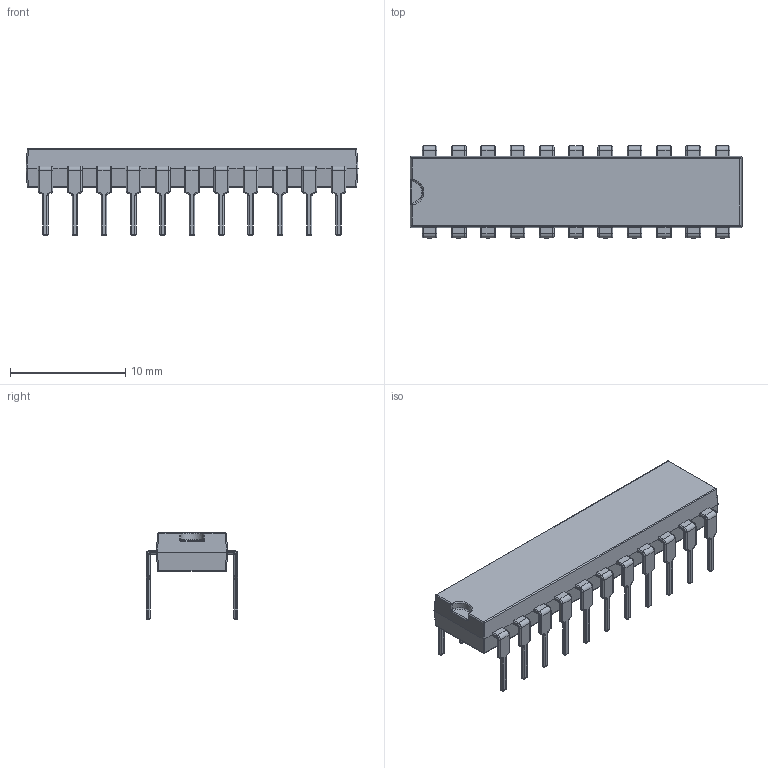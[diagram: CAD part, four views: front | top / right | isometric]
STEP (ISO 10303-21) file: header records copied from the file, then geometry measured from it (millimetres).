
FILE_DESCRIPTION(/* description */ (''),/* implementation_level */ '2;1');
FILE_NAME(/* name */ 'DIP-22 W7.62mm Package.STEP',/* time_stamp */ '2019-09-16T16:26:52+02:00',/* author */ ('PCB-Tech'),/* organization */ (''),/* preprocessor_version */ 'ST-DEVELOPER v17',/* originating_system */ 'Autodesk Inventor 2019',/* authorisation */ '');
FILE_SCHEMA (('AUTOMOTIVE_DESIGN { 1 0 10303 214 3 1 1 }'));
Length unit declared in the file: millimetre
Products named in the file (3): DIP-22 W7.62mm Package; DIP-22 W7.62; IC Beinchen
Assembly tree (23 placements, depth 2):
  DIP-22 W7.62mm Package
    IC Beinchen  x22
    DIP-22 W7.62
Bounding box: 28.77 x 7.97 x 7.5 mm (x, y, z)
Volume: 620.1 mm3; surface area: 1024.4 mm2
Topology: 23 solids, 23 shells, 1434 faces, 3242 edges, 1852 vertices
Faces by surface type: cylinder 679, plane 385, sphere 186, torus 178, bspline 6
Entity records: 9970 total; most frequent: CARTESIAN_POINT 2026, DIRECTION 1718, ORIENTED_EDGE 1608, EDGE_CURVE 804, AXIS2_PLACEMENT_3D 602, LINE 514, VECTOR 514, VERTEX_POINT 508
